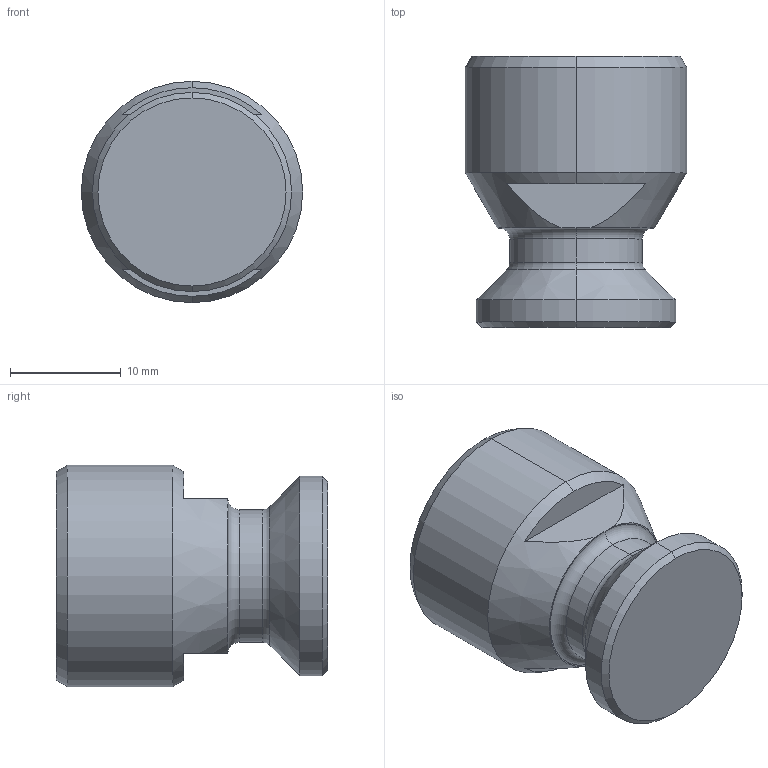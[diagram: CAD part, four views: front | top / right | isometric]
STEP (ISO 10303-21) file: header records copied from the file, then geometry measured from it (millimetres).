
FILE_DESCRIPTION (( 'STEP AP203' ), '1' );
FILE_NAME ('2000 009 Einzugsnippel_063-004.STEP', '2014-04-03T11:14:25', ( '' ), ( '' ), 'SwSTEP 2.0', 'SolidWorks 2013', '' );
FILE_SCHEMA (( 'CONFIG_CONTROL_DESIGN' ));
Length unit declared in the file: millimetre
Products named in the file (1): 2000 009 Einzugsnippel_063-004
Bounding box: 20 x 24.5 x 20 mm (x, y, z)
Volume: 5159 mm3; surface area: 2379 mm2
Topology: 1 solids, 1 shells, 30 faces, 64 edges, 35 vertices
Faces by surface type: cone 10, cylinder 8, plane 8, torus 4
Entity records: 905 total; most frequent: CARTESIAN_POINT 176, DIRECTION 154, ORIENTED_EDGE 124, AXIS2_PLACEMENT_3D 65, EDGE_CURVE 62, VERTEX_POINT 35, CIRCLE 34, EDGE_LOOP 31
